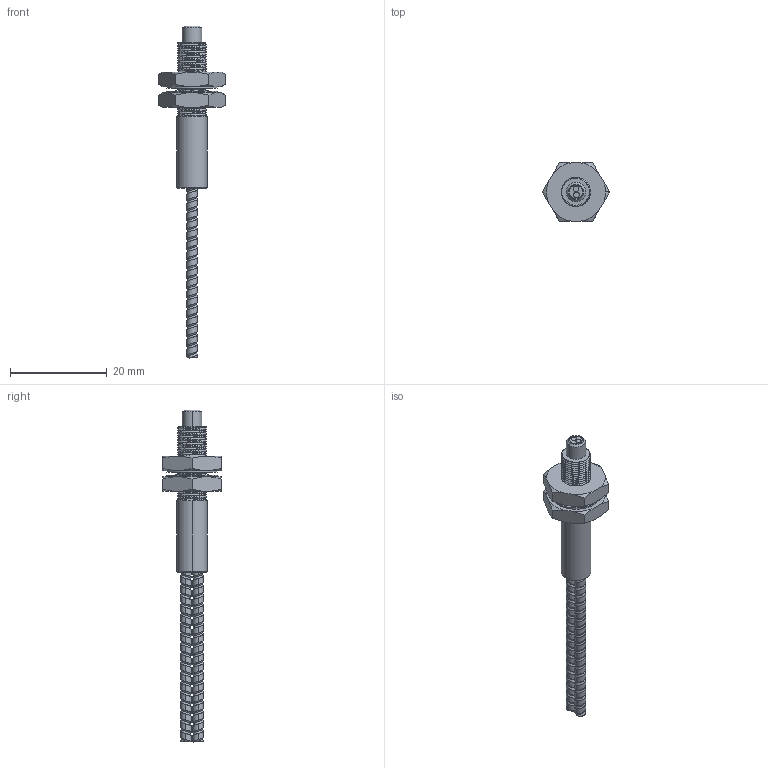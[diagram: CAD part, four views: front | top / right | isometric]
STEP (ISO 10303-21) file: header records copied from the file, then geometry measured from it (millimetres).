
FILE_DESCRIPTION (( 'STEP AP214' ), '1' );
FILE_NAME ('PD-H61S.H62S.STEP', '2015-09-24T08:36:29', ( '' ), ( '' ), 'SwSTEP 2.0', 'SolidWorks 2013', '' );
FILE_SCHEMA (( 'AUTOMOTIVE_DESIGN' ));
Length unit declared in the file: millimetre
Products named in the file (1): PD-H61S.H62S
Bounding box: 13.86 x 12 x 68.5 mm (x, y, z)
Volume: 1741 mm3; surface area: 2045.2 mm2
Topology: 3 solids, 3 shells, 367 faces, 1042 edges, 691 vertices
Faces by surface type: cylinder 178, plane 149, cone 34, bspline 6
Entity records: 21736 total; most frequent: CARTESIAN_POINT 11979, ORIENTED_EDGE 2084, DIRECTION 1563, EDGE_CURVE 1042, VERTEX_POINT 691, VECTOR 581, LINE 581, AXIS2_PLACEMENT_3D 491
